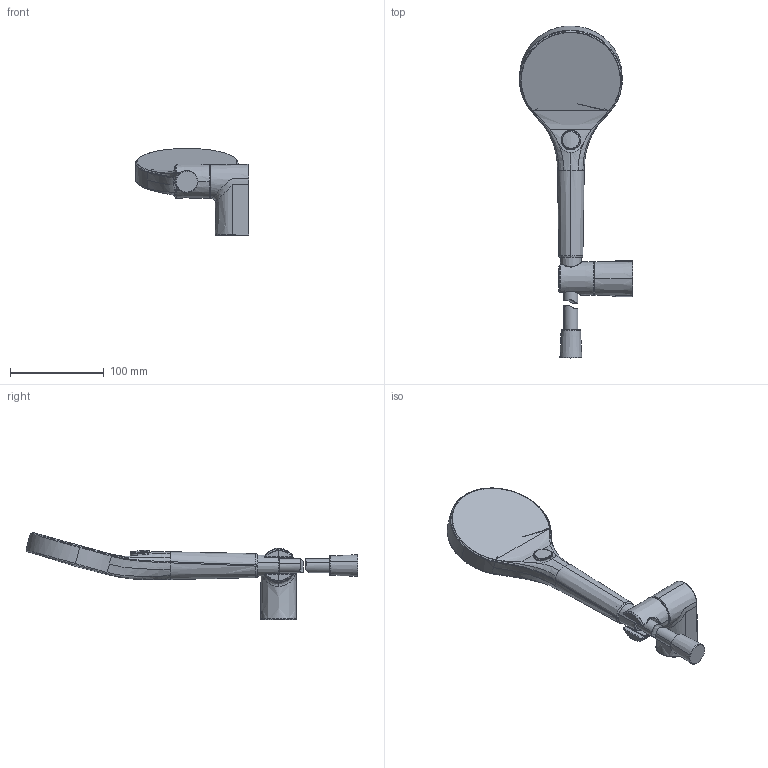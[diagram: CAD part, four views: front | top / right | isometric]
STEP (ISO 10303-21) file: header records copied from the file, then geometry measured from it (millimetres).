
FILE_DESCRIPTION (( 'STEP AP203' ), '1' );
FILE_NAME ('44170120(2023).STEP', '2023-04-18T06:29:18', ( '' ), ( '' ), 'SwSTEP 2.0', 'SolidWorks 2016', '' );
FILE_SCHEMA (( 'CONFIG_CONTROL_DESIGN' ));
Length unit declared in the file: millimetre
Products named in the file (1): 44170120(2023)
Bounding box: 120.45 x 353.37 x 92.76 mm (x, y, z)
Volume: 451549.2 mm3; surface area: 66192.2 mm2
Topology: 6 solids, 6 shells, 170 faces, 422 edges, 255 vertices
Faces by surface type: bspline 96, torus 21, cone 19, cylinder 15, plane 13, sphere 6
Entity records: 16887 total; most frequent: CARTESIAN_POINT 13647, ORIENTED_EDGE 822, EDGE_CURVE 411, DIRECTION 399, VERTEX_POINT 256, B_SPLINE_CURVE_WITH_KNOTS 255, AXIS2_PLACEMENT_3D 180, EDGE_LOOP 173
